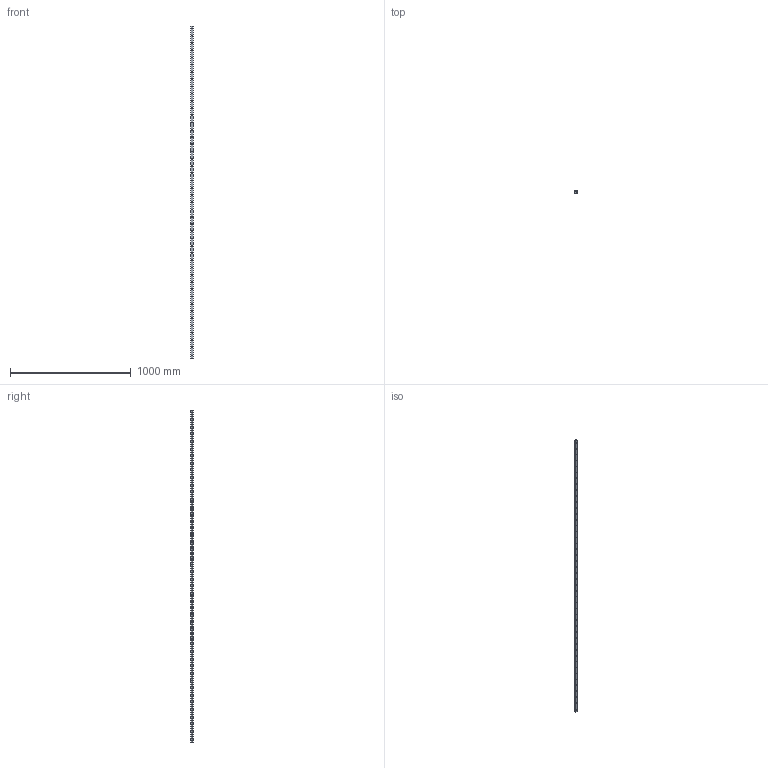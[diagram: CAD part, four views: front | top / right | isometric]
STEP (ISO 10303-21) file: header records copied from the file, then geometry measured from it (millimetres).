
FILE_DESCRIPTION (( 'STEP AP214' ), '1' );
FILE_NAME ('HGR20R LINEAR GUIDE RAIL, CONFIGURABLE, 2750 mm.STEP', '2019-03-07T08:56:46', ( '' ), ( '' ), 'SwSTEP 2.0', 'SolidWorks 2018', '' );
FILE_SCHEMA (( 'AUTOMOTIVE_DESIGN' ));
Length unit declared in the file: millimetre
Products named in the file (2): HGR20R LINEAR GUIDE RAIL, CONFIGURABLE, 2750 mm
Bounding box: 20 x 17.5 x 2750 mm (x, y, z)
Volume: 783401.9 mm3; surface area: 228000.8 mm2
Topology: 1 solids, 1 shells, 274 faces, 678 edges, 452 vertices
Faces by surface type: cylinder 206, plane 68
Entity records: 8587 total; most frequent: DIRECTION 1642, CARTESIAN_POINT 1406, ORIENTED_EDGE 1356, AXIS2_PLACEMENT_3D 688, EDGE_CURVE 678, VERTEX_POINT 452, CIRCLE 412, EDGE_LOOP 412
